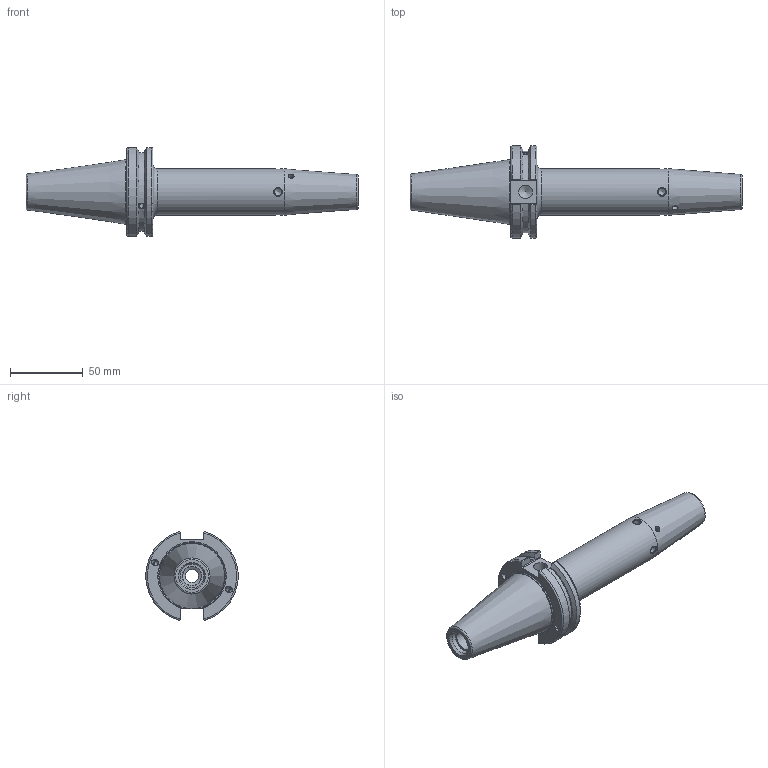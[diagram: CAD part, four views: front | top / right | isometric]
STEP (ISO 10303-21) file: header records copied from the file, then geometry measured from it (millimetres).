
FILE_DESCRIPTION(/* description */ (''),/* implementation_level */ '2;1');
FILE_NAME(/* name */ 'VB034J.stp',/* time_stamp */ '2022-07-12T12:25:10+09:00',/* author */ ('YSH'),/* organization */ (''),/* preprocessor_version */ 'ST-DEVELOPER v18.1',/* originating_system */ 'Autodesk Inventor 2022',/* authorisation */ '');
FILE_SCHEMA (('AUTOMOTIVE_DESIGN { 1 0 10303 214 3 1 1 }'));
Length unit declared in the file: millimetre
Products named in the file (1): CAT50
Bounding box: 228.25 x 63.26 x 61.09 mm (x, y, z)
Volume: 189823.6 mm3; surface area: 40964.5 mm2
Topology: 1 solids, 1 shells, 110 faces, 304 edges, 196 vertices
Faces by surface type: cylinder 38, plane 38, cone 21, torus 9, bspline 4
Full cylindrical faces by diameter (mm): 2.5 x2, 3 x2, 3.242 x8, 4 x3, 4.2 x2, 4.917 x4, 8.917 x1, 9.525 x1, 12.7 x1, 13 x1, 13.386 x1, 13.9 x1, 16.3 x1, 32 x1, 43.8 x1
Entity records: 4727 total; most frequent: CARTESIAN_POINT 1955, ORIENTED_EDGE 592, DIRECTION 544, EDGE_CURVE 296, AXIS2_PLACEMENT_3D 213, VERTEX_POINT 196, EDGE_LOOP 134, LINE 118
